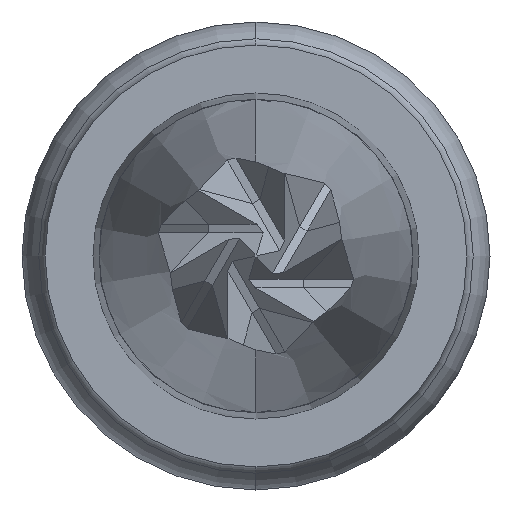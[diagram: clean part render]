
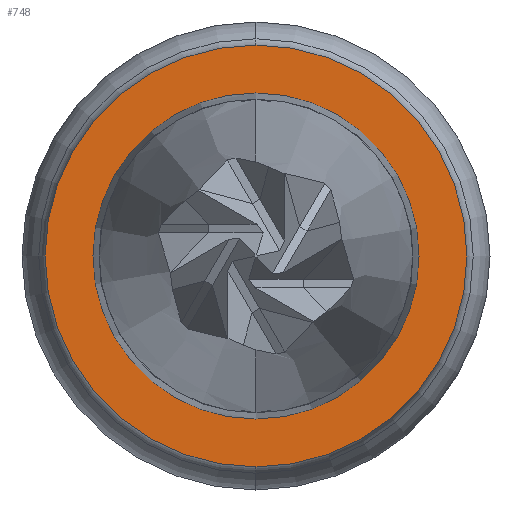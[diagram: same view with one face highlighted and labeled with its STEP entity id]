
A CAD part, left-side view. The second image highlights one B-rep face of the part: STEP entity #748.
In plain terms, the highlighted planar face has unit normal (-1, 0, 0).
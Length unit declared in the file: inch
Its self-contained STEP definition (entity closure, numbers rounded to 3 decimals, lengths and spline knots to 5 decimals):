
#189 = DIRECTION ( 'NONE',  ( 0., 0., -1. ) ) ;
#246 = EDGE_CURVE ( 'NONE', #452, #2189, #990, .T. ) ;
#316 = VERTEX_POINT ( 'NONE', #2608 ) ;
#412 = CARTESIAN_POINT ( 'NONE',  ( 0., 0., -0.02425 ) ) ;
#452 = VERTEX_POINT ( 'NONE', #2671 ) ;
#558 = EDGE_LOOP ( 'NONE', ( #1890, #895 ) ) ;
#579 = DIRECTION ( 'NONE',  ( -1., 0., 0. ) ) ;
#687 = PLANE ( 'NONE',  #1302 ) ;
#748 = ADVANCED_FACE ( 'NONE', ( #1551, #2729 ), #687, .F. ) ;
#895 = ORIENTED_EDGE ( 'NONE', *, *, #1441, .F. ) ;
#905 = CARTESIAN_POINT ( 'NONE',  ( 0., 0., 0. ) ) ;
#913 = DIRECTION ( 'NONE',  ( 1., 0., 0. ) ) ;
#937 = EDGE_CURVE ( 'NONE', #1370, #316, #1392, .T. ) ;
#990 = CIRCLE ( 'NONE', #2002, 0.01874 ) ;
#1123 = DIRECTION ( 'NONE',  ( 0., 0., -1. ) ) ;
#1222 = CARTESIAN_POINT ( 'NONE',  ( 0., 0., 0. ) ) ;
#1274 = EDGE_CURVE ( 'NONE', #2189, #452, #1664, .T. ) ;
#1302 = AXIS2_PLACEMENT_3D ( 'NONE', #2256, #913, #2473 ) ;
#1370 = VERTEX_POINT ( 'NONE', #412 ) ;
#1392 = CIRCLE ( 'NONE', #1857, 0.02425 ) ;
#1441 = EDGE_CURVE ( 'NONE', #316, #1370, #2610, .T. ) ;
#1454 = DIRECTION ( 'NONE',  ( 0., 0., -1. ) ) ;
#1493 = AXIS2_PLACEMENT_3D ( 'NONE', #905, #2468, #1123 ) ;
#1530 = DIRECTION ( 'NONE',  ( 1., 0., 0. ) ) ;
#1551 = FACE_BOUND ( 'NONE', #1816, .T. ) ;
#1664 = CIRCLE ( 'NONE', #2413, 0.01874 ) ;
#1692 = ORIENTED_EDGE ( 'NONE', *, *, #1274, .F. ) ;
#1816 = EDGE_LOOP ( 'NONE', ( #2582, #1692 ) ) ;
#1857 = AXIS2_PLACEMENT_3D ( 'NONE', #2857, #1530, #189 ) ;
#1890 = ORIENTED_EDGE ( 'NONE', *, *, #937, .F. ) ;
#1930 = DIRECTION ( 'NONE',  ( 0., 0., -1. ) ) ;
#2002 = AXIS2_PLACEMENT_3D ( 'NONE', #2150, #579, #1930 ) ;
#2150 = CARTESIAN_POINT ( 'NONE',  ( 0., 0., 0. ) ) ;
#2189 = VERTEX_POINT ( 'NONE', #2472 ) ;
#2256 = CARTESIAN_POINT ( 'NONE',  ( 0., 0.02725, 0. ) ) ;
#2413 = AXIS2_PLACEMENT_3D ( 'NONE', #1222, #2787, #1454 ) ;
#2468 = DIRECTION ( 'NONE',  ( 1., 0., 0. ) ) ;
#2472 = CARTESIAN_POINT ( 'NONE',  ( 0., 0., 0.01874 ) ) ;
#2473 = DIRECTION ( 'NONE',  ( 0., 0., -1. ) ) ;
#2582 = ORIENTED_EDGE ( 'NONE', *, *, #246, .F. ) ;
#2608 = CARTESIAN_POINT ( 'NONE',  ( 0., 0., 0.02425 ) ) ;
#2610 = CIRCLE ( 'NONE', #1493, 0.02425 ) ;
#2671 = CARTESIAN_POINT ( 'NONE',  ( 0., 0., -0.01874 ) ) ;
#2729 = FACE_OUTER_BOUND ( 'NONE', #558, .T. ) ;
#2787 = DIRECTION ( 'NONE',  ( -1., 0., 0. ) ) ;
#2857 = CARTESIAN_POINT ( 'NONE',  ( 0., 0., 0. ) ) ;
